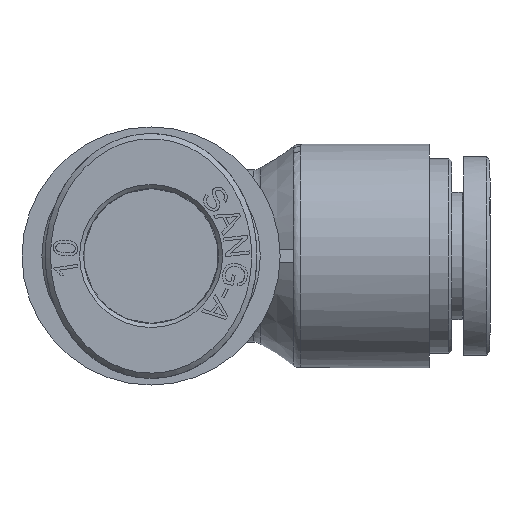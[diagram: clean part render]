
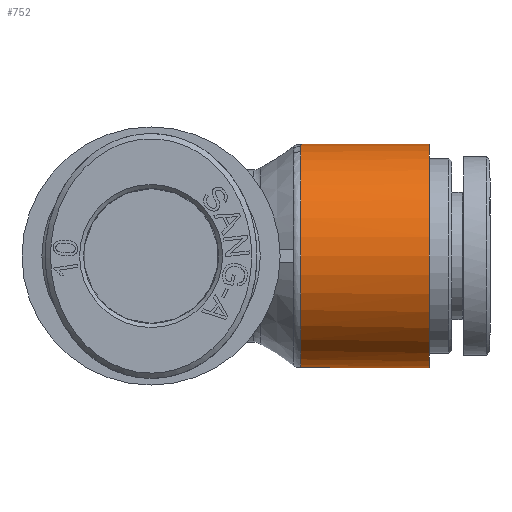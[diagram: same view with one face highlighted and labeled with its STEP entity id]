
A CAD part, left-side view. The second image highlights one B-rep face of the part: STEP entity #752.
In plain terms, the highlighted cylindrical face has radius 8.45 mm (diameter 16.9 mm), a full revolution.
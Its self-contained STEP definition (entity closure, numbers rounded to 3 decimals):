
#448=CARTESIAN_POINT('',(-8.45,-11.296,0.0));
#449=VERTEX_POINT('',#448);
#450=CARTESIAN_POINT('',(0.,-11.296,0.0));
#451=DIRECTION('',(0.0,1.0,0.0));
#452=DIRECTION('',(1.0,0.0,0.0));
#453=AXIS2_PLACEMENT_3D('',#450,#451,#452);
#454=CIRCLE('',#453,8.45);
#455=EDGE_CURVE('',#449,#449,#454,.T.);
#733=CARTESIAN_POINT('',(0.,-16.0,0.0));
#734=DIRECTION('',(0.,1.0,0.0));
#735=DIRECTION('',(-1.0,0.0,0.0));
#736=AXIS2_PLACEMENT_3D('',#733,#734,#735);
#737=CYLINDRICAL_SURFACE('',#736,8.45);
#738=CARTESIAN_POINT('',(-8.45,-21.0,0.0));
#739=VERTEX_POINT('',#738);
#740=CARTESIAN_POINT('',(0.,-21.0,0.0));
#741=DIRECTION('',(0.0,1.0,0.0));
#742=DIRECTION('',(-1.0,0.0,0.0));
#743=AXIS2_PLACEMENT_3D('',#740,#741,#742);
#744=CIRCLE('',#743,8.45);
#745=EDGE_CURVE('',#739,#739,#744,.T.);
#746=ORIENTED_EDGE('',*,*,#745,.T.);
#747=EDGE_LOOP('',(#746));
#748=FACE_OUTER_BOUND('',#747,.T.);
#749=ORIENTED_EDGE('',*,*,#455,.F.);
#750=EDGE_LOOP('',(#749));
#751=FACE_BOUND('',#750,.T.);
#752=ADVANCED_FACE('',(#748,#751),#737,.T.);
